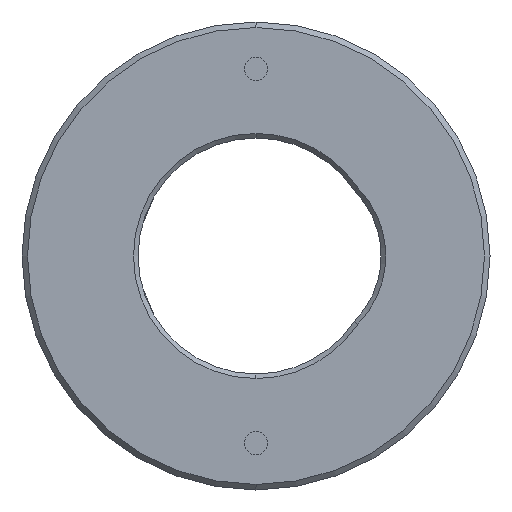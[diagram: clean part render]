
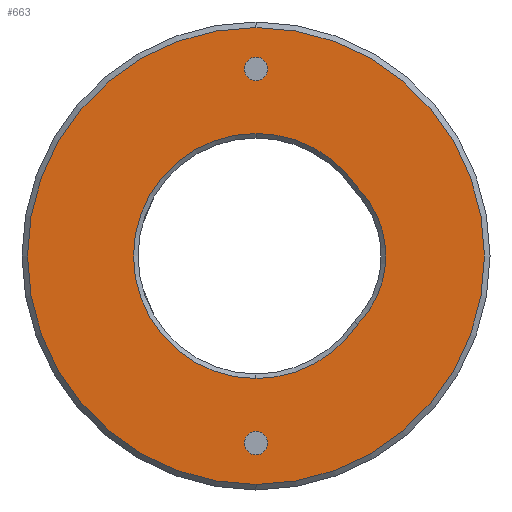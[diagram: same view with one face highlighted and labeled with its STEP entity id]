
A CAD part, left-side view. The second image highlights one B-rep face of the part: STEP entity #663.
In plain terms, the highlighted planar face has unit normal (-1, 0, 0).
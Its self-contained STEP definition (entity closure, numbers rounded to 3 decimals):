
#14 = ORIENTED_EDGE ( 'NONE', *, *, #2114, .T. ) ;
#81 = AXIS2_PLACEMENT_3D ( 'NONE', #2552, #678, #4069 ) ;
#337 = EDGE_LOOP ( 'NONE', ( #4740, #1748 ) ) ;
#408 = CARTESIAN_POINT ( 'NONE',  ( 0., 0., 10.15 ) ) ;
#509 = DIRECTION ( 'NONE',  ( -1., 0., 0. ) ) ;
#511 = CARTESIAN_POINT ( 'NONE',  ( 0., 0., 0. ) ) ;
#609 = AXIS2_PLACEMENT_3D ( 'NONE', #511, #3879, #1670 ) ;
#663 = ADVANCED_FACE ( 'NONE', ( #1419, #2221, #712, #4460 ), #3700, .F. ) ;
#678 = DIRECTION ( 'NONE',  ( -1., 0., 0. ) ) ;
#682 = DIRECTION ( 'NONE',  ( 1., 0., 0. ) ) ;
#691 = CIRCLE ( 'NONE', #3418, 6.65 ) ;
#712 = FACE_BOUND ( 'NONE', #1107, .T. ) ;
#793 = DIRECTION ( 'NONE',  ( 0., 0., -1. ) ) ;
#833 = EDGE_LOOP ( 'NONE', ( #2493, #3223 ) ) ;
#918 = DIRECTION ( 'NONE',  ( 0., 0., -1. ) ) ;
#1067 = CARTESIAN_POINT ( 'NONE',  ( 0., -1.8, 0. ) ) ;
#1085 = EDGE_CURVE ( 'NONE', #2389, #1394, #4859, .T. ) ;
#1107 = EDGE_LOOP ( 'NONE', ( #3860, #14, #1943, #3366 ) ) ;
#1131 = DIRECTION ( 'NONE',  ( 0., 0., -1. ) ) ;
#1170 = CARTESIAN_POINT ( 'NONE',  ( 0., 0., 12.4 ) ) ;
#1234 = CIRCLE ( 'NONE', #4550, 6.65 ) ;
#1295 = EDGE_CURVE ( 'NONE', #4103, #2645, #2002, .T. ) ;
#1393 = CIRCLE ( 'NONE', #81, 0.635 ) ;
#1394 = VERTEX_POINT ( 'NONE', #1170 ) ;
#1403 = CARTESIAN_POINT ( 'NONE',  ( 0., 0., -12.4 ) ) ;
#1419 = FACE_BOUND ( 'NONE', #833, .T. ) ;
#1436 = EDGE_CURVE ( 'NONE', #3973, #2520, #3108, .T. ) ;
#1476 = CIRCLE ( 'NONE', #1930, 0.635 ) ;
#1514 = VERTEX_POINT ( 'NONE', #3004 ) ;
#1531 = DIRECTION ( 'NONE',  ( 0., 0., -1. ) ) ;
#1670 = DIRECTION ( 'NONE',  ( 0., 0., -1. ) ) ;
#1746 = EDGE_CURVE ( 'NONE', #2178, #2367, #1393, .T. ) ;
#1748 = ORIENTED_EDGE ( 'NONE', *, *, #3277, .T. ) ;
#1804 = DIRECTION ( 'NONE',  ( 0., 0., -1. ) ) ;
#1818 = CARTESIAN_POINT ( 'NONE',  ( 0., 0., 0. ) ) ;
#1845 = AXIS2_PLACEMENT_3D ( 'NONE', #2289, #2609, #4130 ) ;
#1930 = AXIS2_PLACEMENT_3D ( 'NONE', #4265, #509, #918 ) ;
#1935 = EDGE_CURVE ( 'NONE', #4532, #1514, #691, .T. ) ;
#1943 = ORIENTED_EDGE ( 'NONE', *, *, #1935, .T. ) ;
#1963 = DIRECTION ( 'NONE',  ( 0., 0., 1. ) ) ;
#2002 = CIRCLE ( 'NONE', #2158, 0.635 ) ;
#2114 = EDGE_CURVE ( 'NONE', #2520, #4532, #1234, .T. ) ;
#2158 = AXIS2_PLACEMENT_3D ( 'NONE', #408, #4581, #1531 ) ;
#2172 = CARTESIAN_POINT ( 'NONE',  ( 0., 0., 6.65 ) ) ;
#2178 = VERTEX_POINT ( 'NONE', #2764 ) ;
#2179 = CARTESIAN_POINT ( 'NONE',  ( 0., 0., 9.515 ) ) ;
#2186 = CARTESIAN_POINT ( 'NONE',  ( 0., 0., 0. ) ) ;
#2221 = FACE_BOUND ( 'NONE', #4087, .T. ) ;
#2289 = CARTESIAN_POINT ( 'NONE',  ( 0., 0., 0. ) ) ;
#2352 = CARTESIAN_POINT ( 'NONE',  ( 0., 0., -10.15 ) ) ;
#2367 = VERTEX_POINT ( 'NONE', #2913 ) ;
#2389 = VERTEX_POINT ( 'NONE', #1403 ) ;
#2493 = ORIENTED_EDGE ( 'NONE', *, *, #1295, .F. ) ;
#2507 = EDGE_CURVE ( 'NONE', #1514, #3973, #4785, .T. ) ;
#2520 = VERTEX_POINT ( 'NONE', #4762 ) ;
#2540 = DIRECTION ( 'NONE',  ( -1., 0., 0. ) ) ;
#2552 = CARTESIAN_POINT ( 'NONE',  ( 0., 0., -10.15 ) ) ;
#2566 = AXIS2_PLACEMENT_3D ( 'NONE', #2352, #3866, #1963 ) ;
#2609 = DIRECTION ( 'NONE',  ( 1., 0., 0. ) ) ;
#2645 = VERTEX_POINT ( 'NONE', #2179 ) ;
#2764 = CARTESIAN_POINT ( 'NONE',  ( 0., 0., -9.515 ) ) ;
#2812 = ORIENTED_EDGE ( 'NONE', *, *, #4086, .F. ) ;
#2865 = EDGE_CURVE ( 'NONE', #2645, #4103, #1476, .T. ) ;
#2913 = CARTESIAN_POINT ( 'NONE',  ( 0., 0., -10.785 ) ) ;
#3004 = CARTESIAN_POINT ( 'NONE',  ( 0., -5.528, 3.697 ) ) ;
#3026 = AXIS2_PLACEMENT_3D ( 'NONE', #3722, #682, #3073 ) ;
#3035 = AXIS2_PLACEMENT_3D ( 'NONE', #1818, #2540, #793 ) ;
#3073 = DIRECTION ( 'NONE',  ( 0., 0., -1. ) ) ;
#3108 = CIRCLE ( 'NONE', #1845, 6.65 ) ;
#3113 = CIRCLE ( 'NONE', #3035, 12.4 ) ;
#3194 = ORIENTED_EDGE ( 'NONE', *, *, #1746, .F. ) ;
#3223 = ORIENTED_EDGE ( 'NONE', *, *, #2865, .F. ) ;
#3259 = CARTESIAN_POINT ( 'NONE',  ( 0., -5.528, -3.697 ) ) ;
#3263 = CIRCLE ( 'NONE', #2566, 0.635 ) ;
#3277 = EDGE_CURVE ( 'NONE', #1394, #2389, #3113, .T. ) ;
#3366 = ORIENTED_EDGE ( 'NONE', *, *, #2507, .T. ) ;
#3418 = AXIS2_PLACEMENT_3D ( 'NONE', #2186, #3692, #1804 ) ;
#3659 = DIRECTION ( 'NONE',  ( 1., 0., 0. ) ) ;
#3692 = DIRECTION ( 'NONE',  ( 1., 0., 0. ) ) ;
#3700 = PLANE ( 'NONE',  #3026 ) ;
#3722 = CARTESIAN_POINT ( 'NONE',  ( 0., 0., 0. ) ) ;
#3811 = CARTESIAN_POINT ( 'NONE',  ( 0., 0., 10.785 ) ) ;
#3860 = ORIENTED_EDGE ( 'NONE', *, *, #1436, .T. ) ;
#3866 = DIRECTION ( 'NONE',  ( -1., 0., 0. ) ) ;
#3879 = DIRECTION ( 'NONE',  ( -1., 0., 0. ) ) ;
#3950 = DIRECTION ( 'NONE',  ( 0., 0., -1. ) ) ;
#3973 = VERTEX_POINT ( 'NONE', #3259 ) ;
#4069 = DIRECTION ( 'NONE',  ( 0., 0., 1. ) ) ;
#4086 = EDGE_CURVE ( 'NONE', #2367, #2178, #3263, .T. ) ;
#4087 = EDGE_LOOP ( 'NONE', ( #3194, #2812 ) ) ;
#4103 = VERTEX_POINT ( 'NONE', #3811 ) ;
#4130 = DIRECTION ( 'NONE',  ( 0., 0., -1. ) ) ;
#4159 = DIRECTION ( 'NONE',  ( 1., 0., 0. ) ) ;
#4265 = CARTESIAN_POINT ( 'NONE',  ( 0., 0., 10.15 ) ) ;
#4460 = FACE_OUTER_BOUND ( 'NONE', #337, .T. ) ;
#4532 = VERTEX_POINT ( 'NONE', #2172 ) ;
#4550 = AXIS2_PLACEMENT_3D ( 'NONE', #4852, #4159, #1131 ) ;
#4581 = DIRECTION ( 'NONE',  ( -1., 0., 0. ) ) ;
#4632 = AXIS2_PLACEMENT_3D ( 'NONE', #1067, #3659, #3950 ) ;
#4740 = ORIENTED_EDGE ( 'NONE', *, *, #1085, .T. ) ;
#4762 = CARTESIAN_POINT ( 'NONE',  ( 0., 0., -6.65 ) ) ;
#4785 = CIRCLE ( 'NONE', #4632, 5.25 ) ;
#4852 = CARTESIAN_POINT ( 'NONE',  ( 0., 0., 0. ) ) ;
#4859 = CIRCLE ( 'NONE', #609, 12.4 ) ;
